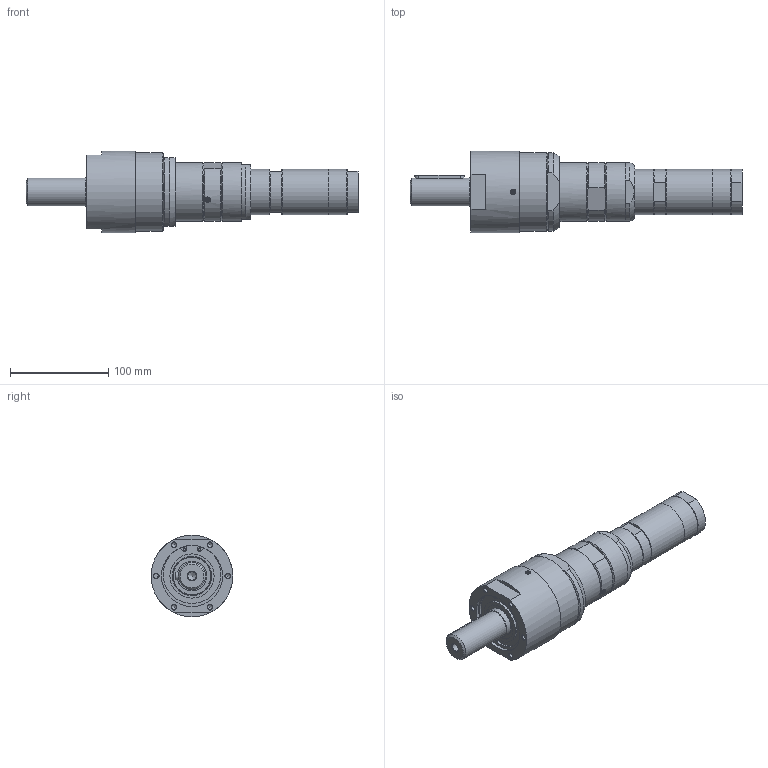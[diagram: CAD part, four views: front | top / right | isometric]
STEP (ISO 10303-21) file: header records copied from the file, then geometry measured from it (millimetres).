
FILE_DESCRIPTION(/* description */ (''),/* implementation_level */ '2;1');
FILE_NAME(/* name */ 'MUD 62-28_60025697.stp',/* time_stamp */ '2018-12-12T13:27:13+01:00',/* author */ ('flambert'),/* organization */ (''),/* preprocessor_version */ 'ST-DEVELOPER v17',/* originating_system */ 'Autodesk Inventor 2018',/* authorisation */ '');
FILE_SCHEMA (('AUTOMOTIVE_DESIGN { 1 0 10303 214 3 1 1 }'));
Length unit declared in the file: millimetre
Products named in the file (1): MUD 62-28_60025697
Bounding box: 337.5 x 83 x 83 mm (x, y, z)
Volume: 873700.8 mm3; surface area: 86321.7 mm2
Topology: 1 solids, 8 shells, 282 faces, 746 edges, 507 vertices
Faces by surface type: plane 138, cylinder 75, cone 48, torus 10, bspline 7, sphere 4
Full cylindrical faces by diameter (mm): 1.55 x4, 2.5 x2, 3.3 x1, 3.6 x2, 4 x3, 4.917 x6, 5 x2, 5.5 x2, 8.376 x1, 11.445 x2, 18.631 x1, 28 x1, 30 x2, 36.5 x1, 38 x1, 40 x2, 45 x1, 46 x3, 46.5 x1, 60 x2, 62 x2, 65 x1, 67 x1, 67.4 x1, 68.178 x1, 68.376 x1, 80 x1, 83 x1
Entity records: 9465 total; most frequent: CARTESIAN_POINT 1884, DIRECTION 1579, ORIENTED_EDGE 1478, EDGE_CURVE 739, AXIS2_PLACEMENT_3D 618, VERTEX_POINT 507, LINE 343, VECTOR 343
